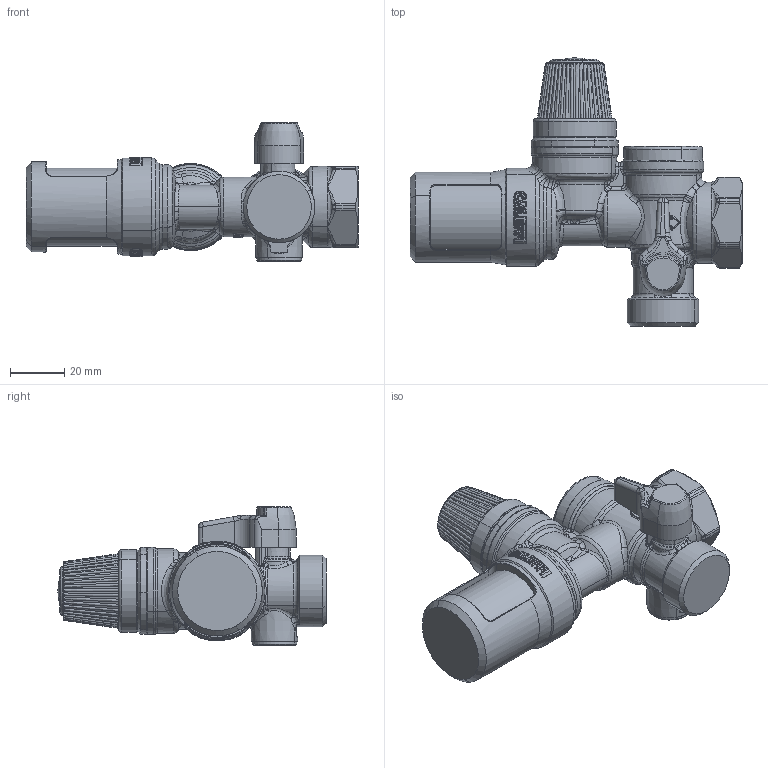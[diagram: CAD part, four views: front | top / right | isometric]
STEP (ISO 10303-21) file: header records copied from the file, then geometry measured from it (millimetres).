
FILE_DESCRIPTION(('CATIA V5 STEP Exchange','CAx-IF Rec.Pracs.--- Model Styling and Organization---1.4--- 2014-01-23','CAx-IF Rec.Pracs.---3D Tessellated Data Validation Properties---0.5---2014-09-14'),'2;1');
FILE_NAME('STEP_526156_CST_-_TST.stp','2021-02-16T08:08:48+00:00',('none'),('none'),'CATIA Version 5-6 Release 2019 SP3','CATIA V5 STEP AP242 v1','none');
FILE_SCHEMA(('AP242_MANAGED_MODEL_BASED_3D_ENGINEERING_MIM_LF {1 0 10303 442 1 1 4}'));
Products named in the file (1): 526156 CST - TST
Bounding box: 122 x 98.6 x 51 mm (x, y, z)
Volume: 138908.2 mm3; surface area: 24302.1 mm2
Topology: 1 solids, 1 shells, 2005 faces, 4836 edges, 2628 vertices
Faces by surface type: bspline 1090, cylinder 278, sphere 186, torus 149, plane 131, cone 115, extrusion 55, revolution 1
Entity records: 116377 total; most frequent: CARTESIAN_POINT 82700, ORIENTED_EDGE 9220, EDGE_CURVE 4610, B_SPLINE_CURVE_WITH_KNOTS 3255, DIRECTION 2661, VERTEX_POINT 2628, EDGE_LOOP 2026, ADVANCED_FACE 2005
